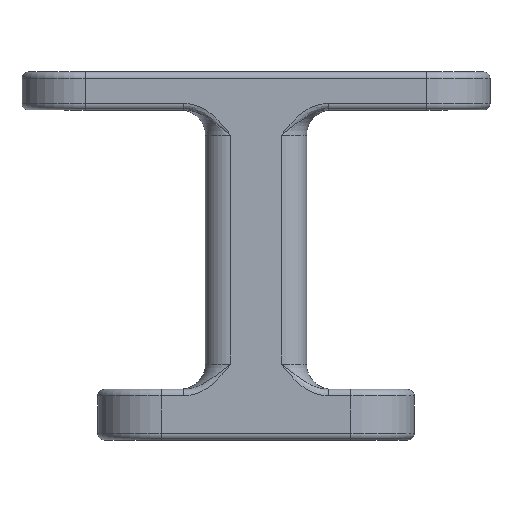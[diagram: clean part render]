
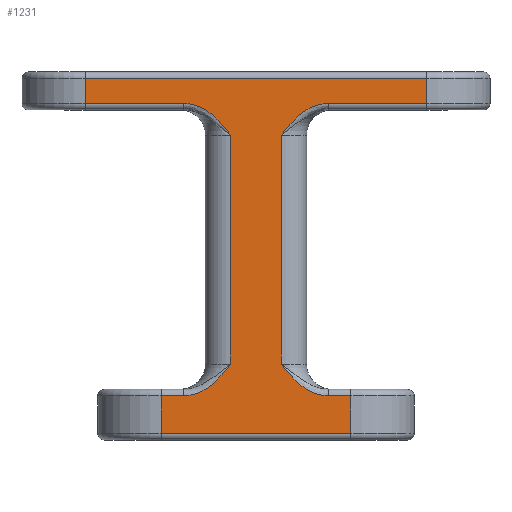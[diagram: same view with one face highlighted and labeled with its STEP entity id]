
A CAD part, top view. The second image highlights one B-rep face of the part: STEP entity #1231.
In plain terms, the highlighted planar face has unit normal (0, 0, 1).
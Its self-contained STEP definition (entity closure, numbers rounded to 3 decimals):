
#37=B_SPLINE_CURVE_WITH_KNOTS('',3,(#1919,#1920,#1921,#1922,#1923,#1924,
#1925,#1926),.UNSPECIFIED.,.F.,.F.,(4,2,1,1,4),(-0.001,0.,
0.185,0.277,0.462),.UNSPECIFIED.);
#38=B_SPLINE_CURVE_WITH_KNOTS('',3,(#1930,#1931,#1932,#1933,#1934,#1935,
#1936,#1937),.UNSPECIFIED.,.F.,.F.,(4,1,1,2,4),(0.,0.185,0.277,
0.462,0.463),.UNSPECIFIED.);
#39=B_SPLINE_CURVE_WITH_KNOTS('',3,(#1949,#1950,#1951,#1952,#1953,#1954,
#1955,#1956),.UNSPECIFIED.,.F.,.F.,(4,2,1,1,4),(-0.001,0.,
0.185,0.277,0.462),.UNSPECIFIED.);
#40=B_SPLINE_CURVE_WITH_KNOTS('',3,(#1960,#1961,#1962,#1963,#1964,#1965,
#1966,#1967),.UNSPECIFIED.,.F.,.F.,(4,1,1,2,4),(0.,0.185,0.277,
0.462,0.463),.UNSPECIFIED.);
#53=PLANE('',#1342);
#80=LINE('',#1903,#168);
#83=LINE('',#1915,#171);
#84=LINE('',#1917,#172);
#85=LINE('',#1928,#173);
#86=LINE('',#1939,#174);
#87=LINE('',#1941,#175);
#88=LINE('',#1943,#176);
#89=LINE('',#1945,#177);
#90=LINE('',#1947,#178);
#91=LINE('',#1958,#179);
#92=LINE('',#1969,#180);
#93=LINE('',#1970,#181);
#168=VECTOR('',#1503,10.);
#171=VECTOR('',#1518,10.);
#172=VECTOR('',#1519,10.);
#173=VECTOR('',#1520,10.);
#174=VECTOR('',#1521,10.);
#175=VECTOR('',#1522,10.);
#176=VECTOR('',#1523,10.);
#177=VECTOR('',#1524,10.);
#178=VECTOR('',#1525,10.);
#179=VECTOR('',#1526,10.);
#180=VECTOR('',#1527,10.);
#181=VECTOR('',#1528,10.);
#289=FACE_OUTER_BOUND('',#369,.T.);
#369=EDGE_LOOP('',(#851,#852,#853,#854,#855,#856,#857,#858,#859,#860,#861,
#862,#863,#864,#865,#866));
#537=VERTEX_POINT('',#1893);
#539=VERTEX_POINT('',#1899);
#543=VERTEX_POINT('',#1914);
#544=VERTEX_POINT('',#1916);
#545=VERTEX_POINT('',#1918);
#546=VERTEX_POINT('',#1927);
#547=VERTEX_POINT('',#1929);
#548=VERTEX_POINT('',#1938);
#549=VERTEX_POINT('',#1940);
#550=VERTEX_POINT('',#1942);
#551=VERTEX_POINT('',#1944);
#552=VERTEX_POINT('',#1946);
#553=VERTEX_POINT('',#1948);
#554=VERTEX_POINT('',#1957);
#555=VERTEX_POINT('',#1959);
#556=VERTEX_POINT('',#1968);
#653=EDGE_CURVE('',#537,#539,#80,.T.);
#659=EDGE_CURVE('',#543,#537,#83,.T.);
#660=EDGE_CURVE('',#544,#543,#84,.T.);
#661=EDGE_CURVE('',#545,#544,#37,.T.);
#662=EDGE_CURVE('',#546,#545,#85,.T.);
#663=EDGE_CURVE('',#547,#546,#38,.T.);
#664=EDGE_CURVE('',#548,#547,#86,.T.);
#665=EDGE_CURVE('',#549,#548,#87,.T.);
#666=EDGE_CURVE('',#550,#549,#88,.T.);
#667=EDGE_CURVE('',#550,#551,#89,.T.);
#668=EDGE_CURVE('',#552,#551,#90,.T.);
#669=EDGE_CURVE('',#553,#552,#39,.T.);
#670=EDGE_CURVE('',#554,#553,#91,.T.);
#671=EDGE_CURVE('',#555,#554,#40,.T.);
#672=EDGE_CURVE('',#556,#555,#92,.T.);
#673=EDGE_CURVE('',#556,#539,#93,.T.);
#851=ORIENTED_EDGE('',*,*,#653,.F.);
#852=ORIENTED_EDGE('',*,*,#659,.F.);
#853=ORIENTED_EDGE('',*,*,#660,.F.);
#854=ORIENTED_EDGE('',*,*,#661,.F.);
#855=ORIENTED_EDGE('',*,*,#662,.F.);
#856=ORIENTED_EDGE('',*,*,#663,.F.);
#857=ORIENTED_EDGE('',*,*,#664,.F.);
#858=ORIENTED_EDGE('',*,*,#665,.F.);
#859=ORIENTED_EDGE('',*,*,#666,.F.);
#860=ORIENTED_EDGE('',*,*,#667,.T.);
#861=ORIENTED_EDGE('',*,*,#668,.F.);
#862=ORIENTED_EDGE('',*,*,#669,.F.);
#863=ORIENTED_EDGE('',*,*,#670,.F.);
#864=ORIENTED_EDGE('',*,*,#671,.F.);
#865=ORIENTED_EDGE('',*,*,#672,.F.);
#866=ORIENTED_EDGE('',*,*,#673,.T.);
#1231=ADVANCED_FACE('',(#289),#53,.T.);
#1342=AXIS2_PLACEMENT_3D('',#1913,#1516,#1517);
#1503=DIRECTION('',(-1.,0.,0.));
#1516=DIRECTION('center_axis',(0.,0.,1.));
#1517=DIRECTION('ref_axis',(-1.,0.,0.));
#1518=DIRECTION('',(0.,-1.,0.));
#1519=DIRECTION('',(1.,0.,0.));
#1520=DIRECTION('',(0.,-1.,0.));
#1521=DIRECTION('',(-1.,0.,0.));
#1522=DIRECTION('',(0.,-1.,0.));
#1523=DIRECTION('',(1.,0.,0.));
#1524=DIRECTION('',(0.,-1.,0.));
#1525=DIRECTION('',(-1.,0.,0.));
#1526=DIRECTION('',(0.,1.,0.));
#1527=DIRECTION('',(1.,0.,0.));
#1528=DIRECTION('',(0.,-1.,0.));
#1893=CARTESIAN_POINT('',(7.5,-28.6,5.));
#1899=CARTESIAN_POINT('',(-7.5,-28.6,5.));
#1903=CARTESIAN_POINT('',(6.75,-28.6,5.));
#1913=CARTESIAN_POINT('Origin',(13.5,0.,5.));
#1914=CARTESIAN_POINT('',(7.5,-25.6,5.));
#1915=CARTESIAN_POINT('',(7.5,-25.1,5.));
#1916=CARTESIAN_POINT('',(5.708,-25.6,5.));
#1917=CARTESIAN_POINT('',(6.75,-25.6,5.));
#1918=CARTESIAN_POINT('',(2.,-23.1,5.));
#1919=CARTESIAN_POINT('Ctrl Pts',(2.,-23.1,5.));
#1920=CARTESIAN_POINT('Ctrl Pts',(2.001,-23.102,5.));
#1921=CARTESIAN_POINT('Ctrl Pts',(2.003,-23.104,5.));
#1922=CARTESIAN_POINT('Ctrl Pts',(2.382,-23.593,5.));
#1923=CARTESIAN_POINT('Ctrl Pts',(2.961,-24.33,5.));
#1924=CARTESIAN_POINT('Ctrl Pts',(4.175,-25.293,5.));
#1925=CARTESIAN_POINT('Ctrl Pts',(5.092,-25.6,5.));
#1926=CARTESIAN_POINT('Ctrl Pts',(5.708,-25.6,5.));
#1927=CARTESIAN_POINT('',(2.,-5.,5.));
#1928=CARTESIAN_POINT('',(2.,-1.5,5.));
#1929=CARTESIAN_POINT('',(5.708,-2.5,5.));
#1930=CARTESIAN_POINT('Ctrl Pts',(5.708,-2.5,5.));
#1931=CARTESIAN_POINT('Ctrl Pts',(5.092,-2.5,5.));
#1932=CARTESIAN_POINT('Ctrl Pts',(4.175,-2.808,5.));
#1933=CARTESIAN_POINT('Ctrl Pts',(2.96,-3.77,5.));
#1934=CARTESIAN_POINT('Ctrl Pts',(2.382,-4.507,5.));
#1935=CARTESIAN_POINT('Ctrl Pts',(2.003,-4.996,5.));
#1936=CARTESIAN_POINT('Ctrl Pts',(2.001,-4.998,5.));
#1937=CARTESIAN_POINT('Ctrl Pts',(2.,-5.,5.));
#1938=CARTESIAN_POINT('',(13.5,-2.5,5.));
#1939=CARTESIAN_POINT('',(6.75,-2.5,5.));
#1940=CARTESIAN_POINT('',(13.5,-0.5,5.));
#1941=CARTESIAN_POINT('',(13.5,0.,5.));
#1942=CARTESIAN_POINT('',(-13.5,-0.5,5.));
#1943=CARTESIAN_POINT('',(6.75,-0.5,5.));
#1944=CARTESIAN_POINT('',(-13.5,-2.5,5.));
#1945=CARTESIAN_POINT('',(-13.5,0.,5.));
#1946=CARTESIAN_POINT('',(-5.708,-2.5,5.));
#1947=CARTESIAN_POINT('',(6.75,-2.5,5.));
#1948=CARTESIAN_POINT('',(-2.,-5.,5.));
#1949=CARTESIAN_POINT('Ctrl Pts',(-2.,-5.,5.));
#1950=CARTESIAN_POINT('Ctrl Pts',(-2.001,-4.998,5.));
#1951=CARTESIAN_POINT('Ctrl Pts',(-2.003,-4.996,5.));
#1952=CARTESIAN_POINT('Ctrl Pts',(-2.382,-4.506,5.));
#1953=CARTESIAN_POINT('Ctrl Pts',(-2.96,-3.77,5.));
#1954=CARTESIAN_POINT('Ctrl Pts',(-4.175,-2.807,5.));
#1955=CARTESIAN_POINT('Ctrl Pts',(-5.092,-2.5,5.));
#1956=CARTESIAN_POINT('Ctrl Pts',(-5.708,-2.5,5.));
#1957=CARTESIAN_POINT('',(-2.,-23.1,5.));
#1958=CARTESIAN_POINT('',(-2.,-1.5,5.));
#1959=CARTESIAN_POINT('',(-5.708,-25.6,5.));
#1960=CARTESIAN_POINT('Ctrl Pts',(-5.708,-25.6,5.));
#1961=CARTESIAN_POINT('Ctrl Pts',(-5.092,-25.6,5.));
#1962=CARTESIAN_POINT('Ctrl Pts',(-4.176,-25.292,5.));
#1963=CARTESIAN_POINT('Ctrl Pts',(-2.96,-24.329,5.));
#1964=CARTESIAN_POINT('Ctrl Pts',(-2.382,-23.593,5.));
#1965=CARTESIAN_POINT('Ctrl Pts',(-2.003,-23.104,5.));
#1966=CARTESIAN_POINT('Ctrl Pts',(-2.001,-23.102,5.));
#1967=CARTESIAN_POINT('Ctrl Pts',(-2.,-23.1,5.));
#1968=CARTESIAN_POINT('',(-7.5,-25.6,5.));
#1969=CARTESIAN_POINT('',(6.75,-25.6,5.));
#1970=CARTESIAN_POINT('',(-7.5,-25.1,5.));
